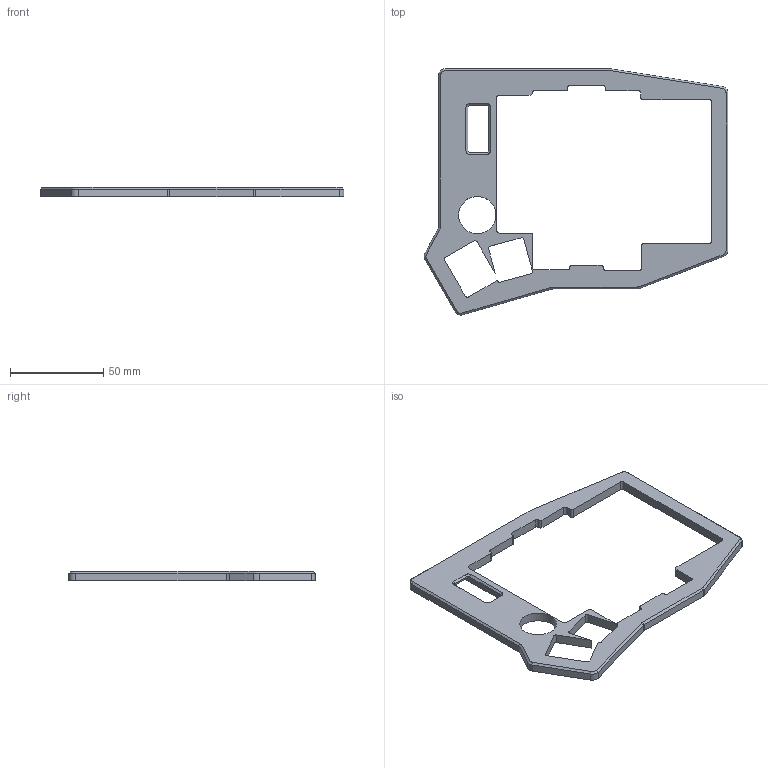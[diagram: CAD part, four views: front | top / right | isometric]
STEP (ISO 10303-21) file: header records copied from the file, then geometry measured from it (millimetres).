
FILE_DESCRIPTION(('FreeCAD Model'),'2;1');
FILE_NAME('Open CASCADE Shape Model','2021-09-24T14:33:21',('Author'),( ''),'Open CASCADE STEP processor 7.5','FreeCAD','Unknown');
FILE_SCHEMA(('AUTOMOTIVE_DESIGN { 1 0 10303 214 1 1 1 1 }'));
Length unit declared in the file: millimetre
Products named in the file (2): top; SOLID
Assembly tree (1 placements, depth 2):
  top
    SOLID
Bounding box: 162.94 x 132.06 x 5 mm (x, y, z)
Volume: 32014.9 mm3; surface area: 19531.2 mm2
Topology: 1 solids, 1 shells, 146 faces, 379 edges, 244 vertices
Faces by surface type: plane 75, cylinder 58, cone 13
Full cylindrical faces by diameter (mm): 2.4 x9, 20 x1
Entity records: 9677 total; most frequent: CARTESIAN_POINT 1926, DIRECTION 1509, LINE 888, VECTOR 888, ORIENTED_EDGE 758, PCURVE 758, DEFINITIONAL_REPRESENTATION 758, EDGE_CURVE 379
